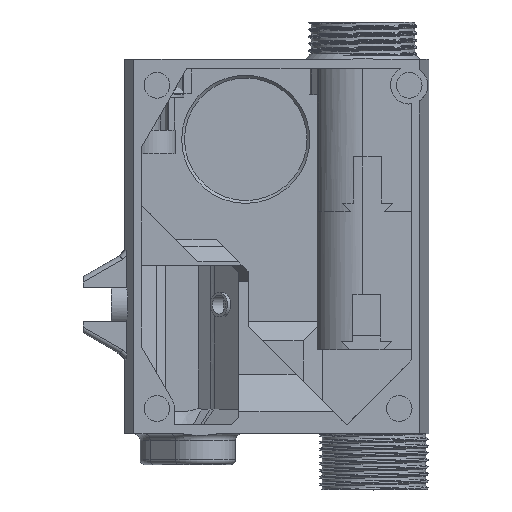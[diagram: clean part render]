
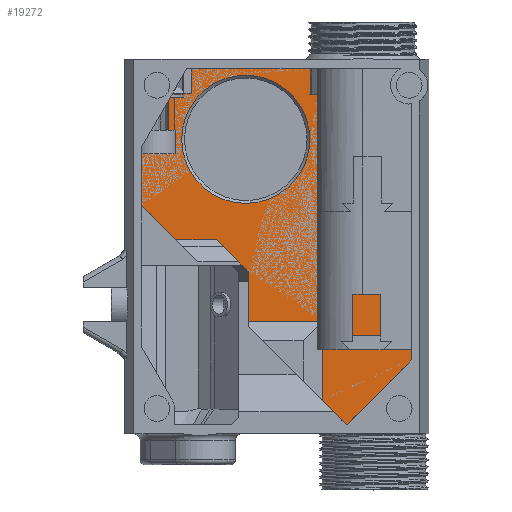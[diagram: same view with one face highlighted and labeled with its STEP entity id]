
A CAD part, top view. The second image highlights one B-rep face of the part: STEP entity #19272.
In plain terms, the highlighted planar face has unit normal (0, 0, 1).
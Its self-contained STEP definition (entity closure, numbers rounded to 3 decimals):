
#87=FACE_BOUND('',#2141,.T.);
#198=(
BOUNDED_CURVE()
B_SPLINE_CURVE(2,(#29375,#29376,#29377),.UNSPECIFIED.,.F.,.F.)
B_SPLINE_CURVE_WITH_KNOTS((3,3),(0.,0.359),.UNSPECIFIED.)
CURVE()
GEOMETRIC_REPRESENTATION_ITEM()
RATIONAL_B_SPLINE_CURVE((1.,1.211,1.))
REPRESENTATION_ITEM('')
);
#199=(
BOUNDED_CURVE()
B_SPLINE_CURVE(2,(#29381,#29382,#29383),.UNSPECIFIED.,.F.,.F.)
B_SPLINE_CURVE_WITH_KNOTS((3,3),(0.32,0.769),
 .UNSPECIFIED.)
CURVE()
GEOMETRIC_REPRESENTATION_ITEM()
RATIONAL_B_SPLINE_CURVE((2.466,3.308,3.637))
REPRESENTATION_ITEM('')
);
#296=PLANE('',#20415);
#1062=FACE_OUTER_BOUND('',#2140,.T.);
#2140=EDGE_LOOP('',(#13039,#13040,#13041,#13042,#13043,#13044,#13045,#13046,
#13047,#13048,#13049,#13050,#13051,#13052,#13053,#13054,#13055,#13056,#13057,
#13058));
#2141=EDGE_LOOP('',(#13059));
#3308=CIRCLE('',#20416,13.694);
#4298=LINE('',#29330,#6146);
#4301=LINE('',#29371,#6149);
#4302=LINE('',#29373,#6150);
#4303=LINE('',#29379,#6151);
#4304=LINE('',#29385,#6152);
#4305=LINE('',#29387,#6153);
#4306=LINE('',#29389,#6154);
#4307=LINE('',#29391,#6155);
#4308=LINE('',#29393,#6156);
#4309=LINE('',#29395,#6157);
#4310=LINE('',#29397,#6158);
#4311=LINE('',#29399,#6159);
#4312=LINE('',#29401,#6160);
#4313=LINE('',#29403,#6161);
#4314=LINE('',#29405,#6162);
#4315=LINE('',#29407,#6163);
#4316=LINE('',#29409,#6164);
#4317=LINE('',#29410,#6165);
#6146=VECTOR('',#22248,10.);
#6149=VECTOR('',#22265,10.);
#6150=VECTOR('',#22266,10.);
#6151=VECTOR('',#22267,10.);
#6152=VECTOR('',#22268,10.);
#6153=VECTOR('',#22269,10.);
#6154=VECTOR('',#22270,10.);
#6155=VECTOR('',#22271,10.);
#6156=VECTOR('',#22272,10.);
#6157=VECTOR('',#22273,10.);
#6158=VECTOR('',#22274,10.);
#6159=VECTOR('',#22275,10.);
#6160=VECTOR('',#22276,10.);
#6161=VECTOR('',#22277,10.);
#6162=VECTOR('',#22278,10.);
#6163=VECTOR('',#22279,10.);
#6164=VECTOR('',#22280,10.);
#6165=VECTOR('',#22281,10.);
#8042=VERTEX_POINT('',#29328);
#8043=VERTEX_POINT('',#29329);
#8055=VERTEX_POINT('',#29370);
#8056=VERTEX_POINT('',#29372);
#8057=VERTEX_POINT('',#29374);
#8058=VERTEX_POINT('',#29378);
#8059=VERTEX_POINT('',#29380);
#8060=VERTEX_POINT('',#29384);
#8061=VERTEX_POINT('',#29386);
#8062=VERTEX_POINT('',#29388);
#8063=VERTEX_POINT('',#29390);
#8064=VERTEX_POINT('',#29392);
#8065=VERTEX_POINT('',#29394);
#8066=VERTEX_POINT('',#29396);
#8067=VERTEX_POINT('',#29398);
#8068=VERTEX_POINT('',#29400);
#8069=VERTEX_POINT('',#29402);
#8070=VERTEX_POINT('',#29404);
#8071=VERTEX_POINT('',#29406);
#8072=VERTEX_POINT('',#29408);
#8073=VERTEX_POINT('',#29411);
#10011=EDGE_CURVE('',#8042,#8043,#4298,.T.);
#10025=EDGE_CURVE('',#8055,#8043,#4301,.T.);
#10026=EDGE_CURVE('',#8042,#8056,#4302,.T.);
#10027=EDGE_CURVE('',#8057,#8056,#198,.T.);
#10028=EDGE_CURVE('',#8057,#8058,#4303,.T.);
#10029=EDGE_CURVE('',#8059,#8058,#199,.T.);
#10030=EDGE_CURVE('',#8059,#8060,#4304,.F.);
#10031=EDGE_CURVE('',#8060,#8061,#4305,.T.);
#10032=EDGE_CURVE('',#8062,#8061,#4306,.T.);
#10033=EDGE_CURVE('',#8063,#8062,#4307,.F.);
#10034=EDGE_CURVE('',#8063,#8064,#4308,.T.);
#10035=EDGE_CURVE('',#8065,#8064,#4309,.T.);
#10036=EDGE_CURVE('',#8065,#8066,#4310,.T.);
#10037=EDGE_CURVE('',#8066,#8067,#4311,.T.);
#10038=EDGE_CURVE('',#8068,#8067,#4312,.T.);
#10039=EDGE_CURVE('',#8068,#8069,#4313,.T.);
#10040=EDGE_CURVE('',#8070,#8069,#4314,.T.);
#10041=EDGE_CURVE('',#8070,#8071,#4315,.T.);
#10042=EDGE_CURVE('',#8071,#8072,#4316,.T.);
#10043=EDGE_CURVE('',#8055,#8072,#4317,.T.);
#10044=EDGE_CURVE('',#8073,#8073,#3308,.T.);
#13039=ORIENTED_EDGE('',*,*,#10025,.T.);
#13040=ORIENTED_EDGE('',*,*,#10011,.F.);
#13041=ORIENTED_EDGE('',*,*,#10026,.T.);
#13042=ORIENTED_EDGE('',*,*,#10027,.F.);
#13043=ORIENTED_EDGE('',*,*,#10028,.T.);
#13044=ORIENTED_EDGE('',*,*,#10029,.F.);
#13045=ORIENTED_EDGE('',*,*,#10030,.T.);
#13046=ORIENTED_EDGE('',*,*,#10031,.T.);
#13047=ORIENTED_EDGE('',*,*,#10032,.F.);
#13048=ORIENTED_EDGE('',*,*,#10033,.F.);
#13049=ORIENTED_EDGE('',*,*,#10034,.T.);
#13050=ORIENTED_EDGE('',*,*,#10035,.F.);
#13051=ORIENTED_EDGE('',*,*,#10036,.T.);
#13052=ORIENTED_EDGE('',*,*,#10037,.T.);
#13053=ORIENTED_EDGE('',*,*,#10038,.F.);
#13054=ORIENTED_EDGE('',*,*,#10039,.T.);
#13055=ORIENTED_EDGE('',*,*,#10040,.F.);
#13056=ORIENTED_EDGE('',*,*,#10041,.T.);
#13057=ORIENTED_EDGE('',*,*,#10042,.T.);
#13058=ORIENTED_EDGE('',*,*,#10043,.F.);
#13059=ORIENTED_EDGE('',*,*,#10044,.F.);
#19272=ADVANCED_FACE('',(#1062,#87),#296,.F.);
#20415=AXIS2_PLACEMENT_3D('',#29369,#22263,#22264);
#20416=AXIS2_PLACEMENT_3D('',#29412,#22282,#22283);
#22248=DIRECTION('',(1.,0.,0.));
#22263=DIRECTION('center_axis',(0.,0.,-1.));
#22264=DIRECTION('ref_axis',(-1.,0.,0.));
#22265=DIRECTION('',(0.,-1.,0.));
#22266=DIRECTION('',(0.,-1.,0.));
#22267=DIRECTION('',(-1.,0.,0.));
#22268=DIRECTION('',(0.,1.,0.));
#22269=DIRECTION('',(0.707,-0.707,0.));
#22270=DIRECTION('',(-1.,0.,0.));
#22271=DIRECTION('',(0.707,-0.707,0.));
#22272=DIRECTION('',(0.,-1.,0.));
#22273=DIRECTION('',(-1.,0.,0.));
#22274=DIRECTION('',(0.,-1.,0.));
#22275=DIRECTION('',(0.707,-0.707,0.));
#22276=DIRECTION('',(-1.,0.,0.));
#22277=DIRECTION('',(0.707,0.707,0.));
#22278=DIRECTION('',(0.,-1.,0.));
#22279=DIRECTION('',(-1.,0.,0.));
#22280=DIRECTION('',(0.,1.,0.));
#22281=DIRECTION('',(1.,0.,0.));
#22282=DIRECTION('center_axis',(0.,0.,1.));
#22283=DIRECTION('ref_axis',(-1.,0.,0.));
#29328=CARTESIAN_POINT('',(-23.171,27.75,2.));
#29329=CARTESIAN_POINT('',(-18.264,27.75,2.));
#29330=CARTESIAN_POINT('',(-12.354,27.75,2.));
#29369=CARTESIAN_POINT('Origin',(0.,-5.,2.));
#29370=CARTESIAN_POINT('',(-18.264,33.,2.));
#29371=CARTESIAN_POINT('',(-18.264,14.,2.));
#29372=CARTESIAN_POINT('',(-23.171,18.25,2.));
#29373=CARTESIAN_POINT('',(-23.171,35.,2.));
#29374=CARTESIAN_POINT('',(-25.962,16.,2.));
#29375=CARTESIAN_POINT('Ctrl Pts',(-25.962,16.,2.));
#29376=CARTESIAN_POINT('Ctrl Pts',(-25.201,16.338,2.));
#29377=CARTESIAN_POINT('Ctrl Pts',(-23.171,18.25,2.));
#29378=CARTESIAN_POINT('',(-27.162,16.,2.));
#29379=CARTESIAN_POINT('',(-13.281,16.,2.));
#29380=CARTESIAN_POINT('',(-28.825,17.216,2.));
#29381=CARTESIAN_POINT('Ctrl Pts',(-28.825,17.216,2.));
#29382=CARTESIAN_POINT('Ctrl Pts',(-27.735,16.255,2.));
#29383=CARTESIAN_POINT('Ctrl Pts',(-27.162,16.,2.));
#29384=CARTESIAN_POINT('',(-28.825,3.75,2.));
#29385=CARTESIAN_POINT('',(-28.825,-24.,2.));
#29386=CARTESIAN_POINT('',(-21.575,-3.5,2.));
#29387=CARTESIAN_POINT('',(-17.244,-7.831,2.));
#29388=CARTESIAN_POINT('',(-12.868,-3.5,2.));
#29389=CARTESIAN_POINT('',(-3.059,-3.5,2.));
#29390=CARTESIAN_POINT('',(-6.118,-10.25,2.));
#29391=CARTESIAN_POINT('',(-7.213,-9.154,2.));
#29392=CARTESIAN_POINT('',(-6.118,-20.978,2.));
#29393=CARTESIAN_POINT('',(-6.118,-6.,2.));
#29394=CARTESIAN_POINT('',(9.79,-20.978,2.));
#29395=CARTESIAN_POINT('',(-0.424,-20.978,2.));
#29396=CARTESIAN_POINT('',(9.79,-37.908,2.));
#29397=CARTESIAN_POINT('',(9.79,-24.,2.));
#29398=CARTESIAN_POINT('',(14.882,-43.,2.));
#29399=CARTESIAN_POINT('',(-3.588,-24.529,2.));
#29400=CARTESIAN_POINT('',(15.075,-43.,2.));
#29401=CARTESIAN_POINT('',(28.825,-43.,2.));
#29402=CARTESIAN_POINT('',(28.825,-29.25,2.));
#29403=CARTESIAN_POINT('',(24.244,-33.831,2.));
#29404=CARTESIAN_POINT('',(28.825,2.5,2.));
#29405=CARTESIAN_POINT('',(28.825,33.,2.));
#29406=CARTESIAN_POINT('',(9.805,2.5,2.));
#29407=CARTESIAN_POINT('',(9.711,2.5,2.));
#29408=CARTESIAN_POINT('',(9.805,33.,2.));
#29409=CARTESIAN_POINT('',(9.805,33.,2.));
#29410=CARTESIAN_POINT('',(-28.825,33.,2.));
#29411=CARTESIAN_POINT('',(7.096,17.955,2.));
#29412=CARTESIAN_POINT('Origin',(-6.598,17.955,2.));
